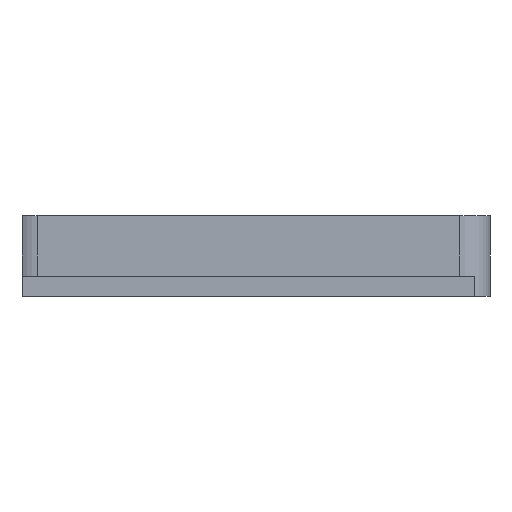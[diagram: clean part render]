
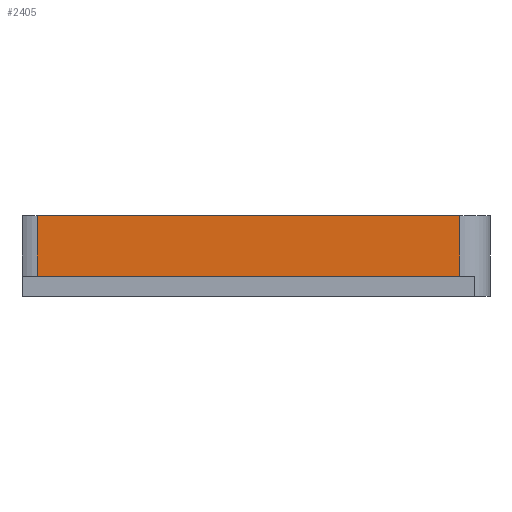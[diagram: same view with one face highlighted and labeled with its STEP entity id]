
A CAD part, front view. The second image highlights one B-rep face of the part: STEP entity #2405.
In plain terms, the highlighted planar face has unit normal (0, -1, 0).
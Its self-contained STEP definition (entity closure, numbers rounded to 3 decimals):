
#205=FACE_OUTER_BOUND('',#334,.T.);
#334=EDGE_LOOP('',(#2068,#2069,#2070,#2071));
#617=LINE('',#4113,#915);
#640=LINE('',#4170,#938);
#641=LINE('',#4173,#939);
#642=LINE('',#4174,#940);
#915=VECTOR('',#3015,10.);
#938=VECTOR('',#3074,10.);
#939=VECTOR('',#3077,10.);
#940=VECTOR('',#3078,10.);
#1147=VERTEX_POINT('',#4110);
#1148=VERTEX_POINT('',#4112);
#1164=VERTEX_POINT('',#4168);
#1165=VERTEX_POINT('',#4172);
#1468=EDGE_CURVE('',#1147,#1148,#617,.T.);
#1497=EDGE_CURVE('',#1147,#1164,#640,.T.);
#1498=EDGE_CURVE('',#1165,#1164,#641,.T.);
#1499=EDGE_CURVE('',#1148,#1165,#642,.T.);
#2068=ORIENTED_EDGE('',*,*,#1497,.T.);
#2069=ORIENTED_EDGE('',*,*,#1498,.F.);
#2070=ORIENTED_EDGE('',*,*,#1499,.F.);
#2071=ORIENTED_EDGE('',*,*,#1468,.F.);
#2280=PLANE('',#2540);
#2405=ADVANCED_FACE('',(#205),#2280,.T.);
#2540=AXIS2_PLACEMENT_3D('',#4171,#3075,#3076);
#3015=DIRECTION('',(-1.,0.,0.));
#3074=DIRECTION('',(0.,0.,1.));
#3075=DIRECTION('center_axis',(0.,-1.,0.));
#3076=DIRECTION('ref_axis',(1.,0.,0.));
#3077=DIRECTION('',(1.,0.,0.));
#3078=DIRECTION('',(0.,0.,1.));
#4110=CARTESIAN_POINT('',(20.,-25.,-5.));
#4112=CARTESIAN_POINT('',(-22.,-25.,-5.));
#4113=CARTESIAN_POINT('',(20.,-25.,-5.));
#4168=CARTESIAN_POINT('',(20.,-25.,1.));
#4170=CARTESIAN_POINT('',(20.,-25.,0.));
#4171=CARTESIAN_POINT('Origin',(-22.,-25.,0.));
#4172=CARTESIAN_POINT('',(-22.,-25.,1.));
#4173=CARTESIAN_POINT('',(20.,-25.,1.));
#4174=CARTESIAN_POINT('',(-22.,-25.,0.));
